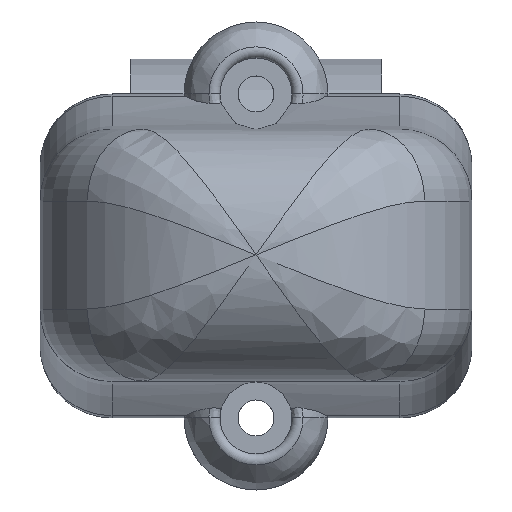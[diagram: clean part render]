
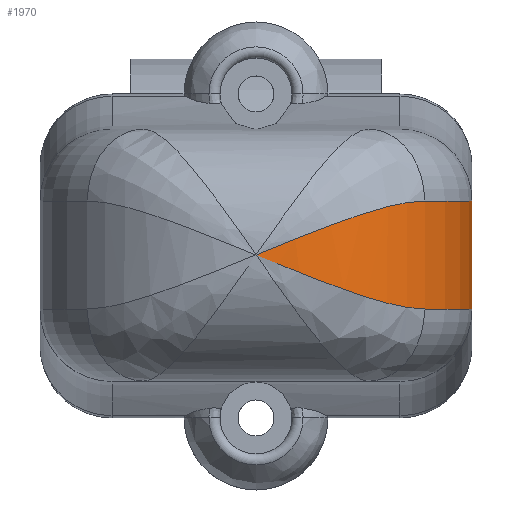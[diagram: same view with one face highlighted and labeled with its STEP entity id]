
A CAD part, top view. The second image highlights one B-rep face of the part: STEP entity #1970.
In plain terms, the highlighted cylindrical face has radius 6 mm (diameter 12 mm), a partial arc.
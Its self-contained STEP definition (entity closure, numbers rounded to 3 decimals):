
#156=FACE_OUTER_BOUND('',#282,.T.);
#282=EDGE_LOOP('',(#1538,#1539,#1540,#1541,#1542));
#389=B_SPLINE_CURVE_WITH_KNOTS('',3,(#3824,#3825,#3826,#3827,#3828,#3829,
#3830,#3831,#3832,#3833),.UNSPECIFIED.,.F.,.F.,(4,1,1,1,1,2,4),(-0.391,
-0.313,-0.235,-0.156,-0.078,
0.,0.001),.UNSPECIFIED.);
#392=B_SPLINE_CURVE_WITH_KNOTS('',3,(#3916,#3917,#3918,#3919,#3920,#3921,
#3922,#3923,#3924,#3925,#3926,#3927),.UNSPECIFIED.,.F.,.F.,(4,2,1,1,1,1,
1,1,4),(-0.392,-0.391,-0.352,-0.313,
-0.274,-0.235,-0.156,-0.078,
0.),.UNSPECIFIED.);
#471=LINE('',#4156,#566);
#566=VECTOR('',#2611,10.);
#675=CIRCLE('',#2133,6.);
#683=CIRCLE('',#2144,6.);
#836=VERTEX_POINT('',#3745);
#839=VERTEX_POINT('',#3750);
#843=VERTEX_POINT('',#3762);
#845=VERTEX_POINT('',#3768);
#847=VERTEX_POINT('',#3823);
#1064=EDGE_CURVE('',#839,#836,#675,.T.);
#1074=EDGE_CURVE('',#843,#845,#683,.T.);
#1075=EDGE_CURVE('',#845,#847,#389,.T.);
#1078=EDGE_CURVE('',#847,#839,#392,.T.);
#1121=EDGE_CURVE('',#836,#843,#471,.T.);
#1538=ORIENTED_EDGE('',*,*,#1064,.F.);
#1539=ORIENTED_EDGE('',*,*,#1078,.F.);
#1540=ORIENTED_EDGE('',*,*,#1075,.F.);
#1541=ORIENTED_EDGE('',*,*,#1074,.F.);
#1542=ORIENTED_EDGE('',*,*,#1121,.F.);
#1864=CYLINDRICAL_SURFACE('',#2192,6.);
#1970=ADVANCED_FACE('',(#156),#1864,.T.);
#2133=AXIS2_PLACEMENT_3D('',#3752,#2488,#2489);
#2144=AXIS2_PLACEMENT_3D('',#3772,#2512,#2513);
#2192=AXIS2_PLACEMENT_3D('',#4174,#2620,#2621);
#2488=DIRECTION('center_axis',(0.,1.,0.));
#2489=DIRECTION('ref_axis',(0.977,0.,0.213));
#2512=DIRECTION('center_axis',(0.,-1.,0.));
#2513=DIRECTION('ref_axis',(0.977,0.,0.213));
#2611=DIRECTION('',(0.,-1.,0.));
#2620=DIRECTION('center_axis',(0.,-1.,0.));
#2621=DIRECTION('ref_axis',(-1.,0.,0.));
#3745=CARTESIAN_POINT('',(6.,1.5,18.6));
#3750=CARTESIAN_POINT('',(4.684,1.5,22.35));
#3752=CARTESIAN_POINT('Origin',(0.,1.5,18.6));
#3762=CARTESIAN_POINT('',(6.,-1.5,18.6));
#3768=CARTESIAN_POINT('',(4.684,-1.5,22.35));
#3772=CARTESIAN_POINT('Origin',(0.,-1.5,18.6));
#3823=CARTESIAN_POINT('',(0.,0.,24.6));
#3824=CARTESIAN_POINT('Ctrl Pts',(4.684,-1.5,22.35));
#3825=CARTESIAN_POINT('Ctrl Pts',(4.439,-1.5,22.655));
#3826=CARTESIAN_POINT('Ctrl Pts',(3.892,-1.418,23.215));
#3827=CARTESIAN_POINT('Ctrl Pts',(2.969,-1.15,23.851));
#3828=CARTESIAN_POINT('Ctrl Pts',(2.003,-0.803,24.287));
#3829=CARTESIAN_POINT('Ctrl Pts',(1.013,-0.414,24.543));
#3830=CARTESIAN_POINT('Ctrl Pts',(0.344,-0.141,
24.599));
#3831=CARTESIAN_POINT('Ctrl Pts',(0.007,-0.003,
24.6));
#3832=CARTESIAN_POINT('Ctrl Pts',(0.004,-0.001,
24.6));
#3833=CARTESIAN_POINT('Ctrl Pts',(0.,0.,
24.6));
#3916=CARTESIAN_POINT('Ctrl Pts',(0.,0.,
24.6));
#3917=CARTESIAN_POINT('Ctrl Pts',(0.004,0.001,
24.6));
#3918=CARTESIAN_POINT('Ctrl Pts',(0.007,0.003,
24.6));
#3919=CARTESIAN_POINT('Ctrl Pts',(0.178,0.073,
24.6));
#3920=CARTESIAN_POINT('Ctrl Pts',(0.512,0.209,24.585));
#3921=CARTESIAN_POINT('Ctrl Pts',(1.012,0.411,24.521));
#3922=CARTESIAN_POINT('Ctrl Pts',(1.508,0.608,24.415));
#3923=CARTESIAN_POINT('Ctrl Pts',(2.166,0.861,24.214));
#3924=CARTESIAN_POINT('Ctrl Pts',(2.968,1.15,23.852));
#3925=CARTESIAN_POINT('Ctrl Pts',(3.892,1.418,23.215));
#3926=CARTESIAN_POINT('Ctrl Pts',(4.439,1.5,22.655));
#3927=CARTESIAN_POINT('Ctrl Pts',(4.684,1.5,22.35));
#4156=CARTESIAN_POINT('',(6.,0.,18.6));
#4174=CARTESIAN_POINT('Origin',(0.,0.,18.6));
